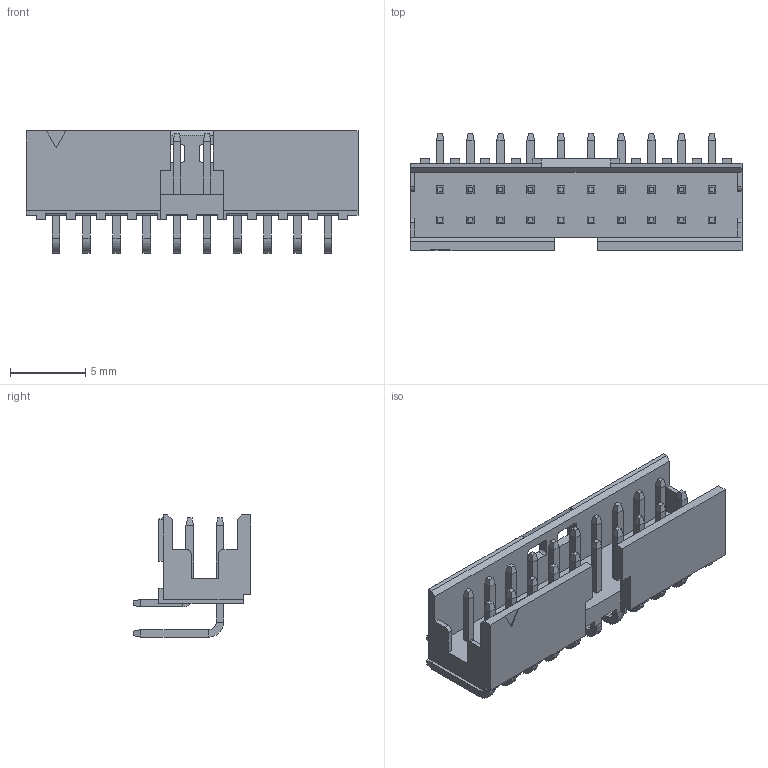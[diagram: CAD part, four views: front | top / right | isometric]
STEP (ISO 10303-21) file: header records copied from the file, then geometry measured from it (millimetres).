
FILE_DESCRIPTION( ('This file contains a STEP AP42 implementation' ,'as created by ZW3D STEP Interface translator.') ,'2;1' );
FILE_NAME( '3122B-XXRXXBK00X1.stp' ,'2312 7.102136', (''), ('ZWCAD Software Co.'), 'Version 1.0', 'ZW3D to STEP translator', '' );
FILE_SCHEMA(('AUTOMOTIVE_DESIGN { 1 0 10303 214 1 1 1 1 }'));
Length unit declared in the file: millimetre
Products named in the file (2): 0; 3122B-20RW0BK00T1
Bounding box: 22 x 7.8 x 8.1 mm (x, y, z)
Volume: 356.7 mm3; surface area: 1162.7 mm2
Topology: 1 solids, 1 shells, 814 faces, 2021 edges, 1225 vertices
Faces by surface type: plane 762, cylinder 52
Entity records: 24145 total; most frequent: CARTESIAN_POINT 4061, ORIENTED_EDGE 4042, DIRECTION 3755, EDGE_CURVE 2021, VECTOR 1917, LINE 1917, VERTEX_POINT 1225, AXIS2_PLACEMENT_3D 919
